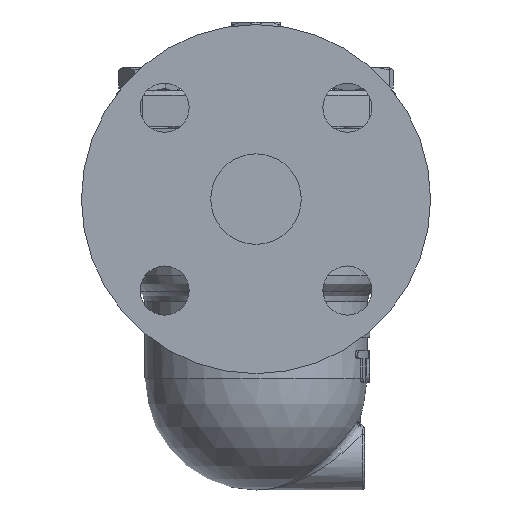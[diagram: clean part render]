
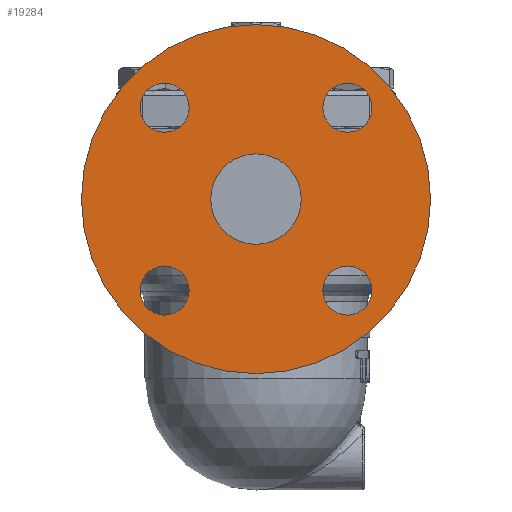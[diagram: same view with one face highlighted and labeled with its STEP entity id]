
A CAD part, left-side view. The second image highlights one B-rep face of the part: STEP entity #19284.
In plain terms, the highlighted free-form (B-spline) face has degree [1, 1] with [2, 2] control points.
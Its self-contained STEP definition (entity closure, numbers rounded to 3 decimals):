
#19213=CARTESIAN_POINT('',(-115.,67.5,56.));
#19214=CARTESIAN_POINT('',(-115.0,67.5,-79.));
#19215=CARTESIAN_POINT('',(-115.,-67.5,56.));
#19216=CARTESIAN_POINT('',(-115.0,-67.5,-79.));
#19217=B_SPLINE_SURFACE_WITH_KNOTS('',1,1,((#19213,#19215),(#19214,#19216)),.UNSPECIFIED.,.F.,.F.,.U.,(2,2),(2,2),(0.0,135.0),(0.0,135.0),.UNSPECIFIED.);
#19218=CARTESIAN_POINT('',(-115.,0.0,56.));
#19219=VERTEX_POINT('',#19218);
#19220=CARTESIAN_POINT('',(-115.0,0.0,-11.5));
#19221=DIRECTION('',(-1.0,0.0,0.0));
#19222=DIRECTION('',(0.0,0.0,1.0));
#19223=AXIS2_PLACEMENT_3D('',#19220,#19221,#19222);
#19224=CIRCLE('',#19223,67.5);
#19225=EDGE_CURVE('',#19219,#19219,#19224,.T.);
#19226=ORIENTED_EDGE('',*,*,#19225,.T.);
#19227=EDGE_LOOP('',(#19226));
#19228=FACE_OUTER_BOUND('',#19227,.T.);
#19229=CARTESIAN_POINT('',(-115.0,35.355,14.355));
#19230=VERTEX_POINT('',#19229);
#19231=CARTESIAN_POINT('',(-115.,35.355,23.855));
#19232=DIRECTION('',(1.0,0.0,0.0));
#19233=DIRECTION('',(0.0,0.0,-1.0));
#19234=AXIS2_PLACEMENT_3D('',#19231,#19232,#19233);
#19235=CIRCLE('',#19234,9.5);
#19236=EDGE_CURVE('',#19230,#19230,#19235,.T.);
#19237=ORIENTED_EDGE('',*,*,#19236,.T.);
#19238=EDGE_LOOP('',(#19237));
#19239=FACE_BOUND('',#19238,.T.);
#19240=CARTESIAN_POINT('',(-115.,25.855,-46.855));
#19241=VERTEX_POINT('',#19240);
#19242=CARTESIAN_POINT('',(-115.,35.355,-46.855));
#19243=DIRECTION('',(1.0,0.0,0.0));
#19244=DIRECTION('',(0.0,-1.0,0.0));
#19245=AXIS2_PLACEMENT_3D('',#19242,#19243,#19244);
#19246=CIRCLE('',#19245,9.5);
#19247=EDGE_CURVE('',#19241,#19241,#19246,.T.);
#19248=ORIENTED_EDGE('',*,*,#19247,.T.);
#19249=EDGE_LOOP('',(#19248));
#19250=FACE_BOUND('',#19249,.T.);
#19251=CARTESIAN_POINT('',(-115.,-35.355,-37.355));
#19252=VERTEX_POINT('',#19251);
#19253=CARTESIAN_POINT('',(-115.,-35.355,-46.855));
#19254=DIRECTION('',(1.0,0.0,0.0));
#19255=DIRECTION('',(0.0,0.0,1.0));
#19256=AXIS2_PLACEMENT_3D('',#19253,#19254,#19255);
#19257=CIRCLE('',#19256,9.5);
#19258=EDGE_CURVE('',#19252,#19252,#19257,.T.);
#19259=ORIENTED_EDGE('',*,*,#19258,.T.);
#19260=EDGE_LOOP('',(#19259));
#19261=FACE_BOUND('',#19260,.T.);
#19262=CARTESIAN_POINT('',(-115.,-25.855,23.855));
#19263=VERTEX_POINT('',#19262);
#19264=CARTESIAN_POINT('',(-115.0,-35.355,23.855));
#19265=DIRECTION('',(1.0,0.0,0.0));
#19266=DIRECTION('',(0.0,1.0,0.0));
#19267=AXIS2_PLACEMENT_3D('',#19264,#19265,#19266);
#19268=CIRCLE('',#19267,9.5);
#19269=EDGE_CURVE('',#19263,#19263,#19268,.T.);
#19270=ORIENTED_EDGE('',*,*,#19269,.T.);
#19271=EDGE_LOOP('',(#19270));
#19272=FACE_BOUND('',#19271,.T.);
#19273=CARTESIAN_POINT('',(-115.,0.0,-29.));
#19274=VERTEX_POINT('',#19273);
#19275=CARTESIAN_POINT('',(-115.,0.0,-11.5));
#19276=DIRECTION('',(1.0,0.0,0.0));
#19277=DIRECTION('',(0.0,0.0,-1.0));
#19278=AXIS2_PLACEMENT_3D('',#19275,#19276,#19277);
#19279=CIRCLE('',#19278,17.5);
#19280=EDGE_CURVE('',#19274,#19274,#19279,.T.);
#19281=ORIENTED_EDGE('',*,*,#19280,.T.);
#19282=EDGE_LOOP('',(#19281));
#19283=FACE_BOUND('',#19282,.T.);
#19284=ADVANCED_FACE('',(#19228,#19239,#19250,#19261,#19272,#19283),#19217,.T.);
